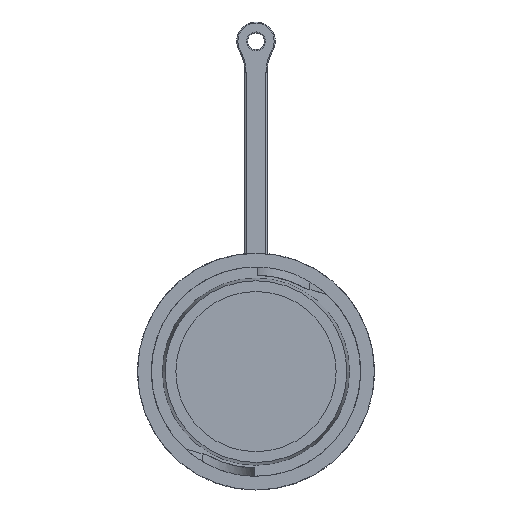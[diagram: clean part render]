
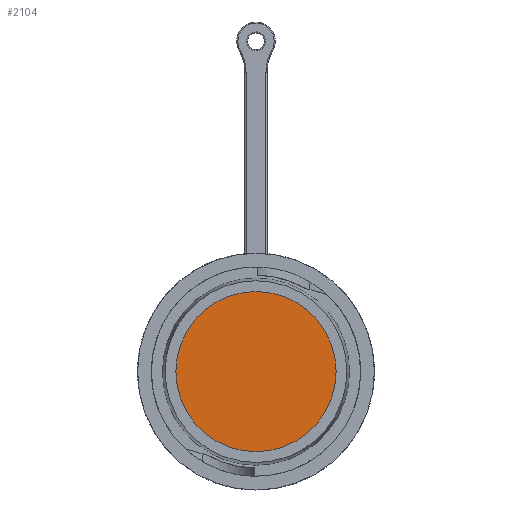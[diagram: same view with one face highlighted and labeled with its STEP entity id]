
A CAD part, left-side view. The second image highlights one B-rep face of the part: STEP entity #2104.
In plain terms, the highlighted planar face has unit normal (-1, 0, 0).
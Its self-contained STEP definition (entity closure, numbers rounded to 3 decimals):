
#2104=ADVANCED_FACE('',(#2390),#2226,.F.);
#2226=PLANE('',#5427);
#2390=FACE_OUTER_BOUND('',#2605,.T.);
#2605=EDGE_LOOP('',(#3894));
#3894=ORIENTED_EDGE('',*,*,#4861,.T.);
#4365=VERTEX_POINT('',#8240);
#4861=EDGE_CURVE('',#4365,#4365,#5063,.T.);
#5063=CIRCLE('',#5425,14.55);
#5425=AXIS2_PLACEMENT_3D('',#8239,#6267,#6268);
#5427=AXIS2_PLACEMENT_3D('',#8242,#6271,#6272);
#6267=DIRECTION('',(-1.,0.,0.));
#6268=DIRECTION('',(0.,1.,0.));
#6271=DIRECTION('',(1.,0.,0.));
#6272=DIRECTION('',(0.,1.,0.));
#8239=CARTESIAN_POINT('',(17.142,-24.262,11.776));
#8240=CARTESIAN_POINT('',(17.142,-9.712,11.776));
#8242=CARTESIAN_POINT('',(17.142,-40.267,-4.065));
